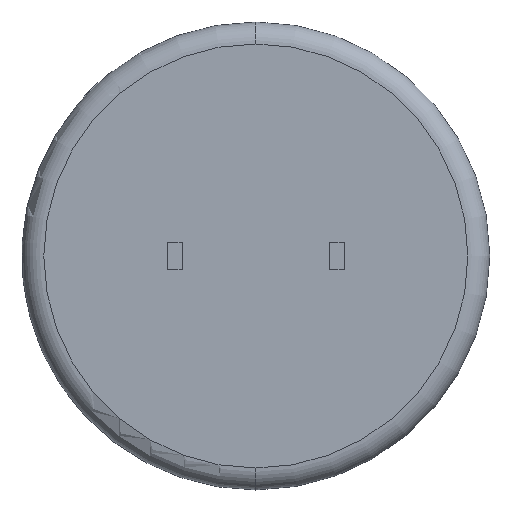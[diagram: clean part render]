
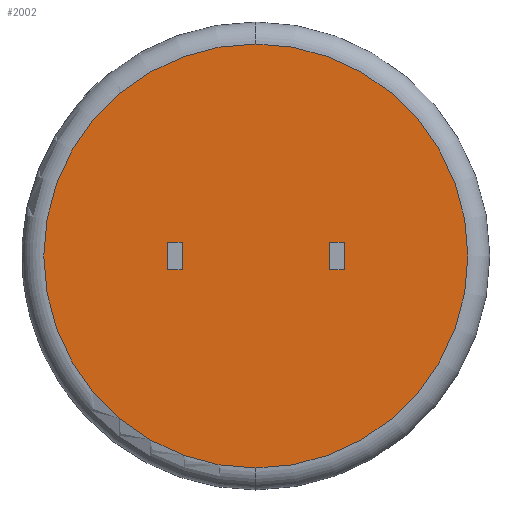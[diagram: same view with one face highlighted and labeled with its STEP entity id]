
A CAD part, front view. The second image highlights one B-rep face of the part: STEP entity #2002.
In plain terms, the highlighted planar face has unit normal (0, -1, 0).
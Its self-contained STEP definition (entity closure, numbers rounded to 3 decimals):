
#10 = CARTESIAN_POINT ( 'NONE',  ( -4.16, 0., 0. ) ) ;
#34 = EDGE_LOOP ( 'NONE', ( #2228, #1816 ) ) ;
#48 = VECTOR ( 'NONE', #1127, 1000. ) ;
#184 = DIRECTION ( 'NONE',  ( 0., 0., 1. ) ) ;
#219 = CIRCLE ( 'NONE', #2127, 9.968 ) ;
#241 = ORIENTED_EDGE ( 'NONE', *, *, #1827, .F. ) ;
#266 = VERTEX_POINT ( 'NONE', #2177 ) ;
#343 = VERTEX_POINT ( 'NONE', #1976 ) ;
#392 = EDGE_CURVE ( 'NONE', #266, #852, #2620, .T. ) ;
#404 = CARTESIAN_POINT ( 'NONE',  ( -4.16, 0., 0.65 ) ) ;
#446 = FACE_OUTER_BOUND ( 'NONE', #34, .T. ) ;
#522 = ORIENTED_EDGE ( 'NONE', *, *, #392, .F. ) ;
#567 = EDGE_CURVE ( 'NONE', #1152, #1973, #2405, .T. ) ;
#581 = FACE_BOUND ( 'NONE', #940, .T. ) ;
#602 = DIRECTION ( 'NONE',  ( 0., -1., 0. ) ) ;
#622 = PLANE ( 'NONE',  #1017 ) ;
#699 = EDGE_CURVE ( 'NONE', #343, #1819, #219, .T. ) ;
#704 = CARTESIAN_POINT ( 'NONE',  ( 4.16, 0., -0.65 ) ) ;
#796 = LINE ( 'NONE', #1329, #1122 ) ;
#812 = ORIENTED_EDGE ( 'NONE', *, *, #2360, .T. ) ;
#852 = VERTEX_POINT ( 'NONE', #2179 ) ;
#872 = CARTESIAN_POINT ( 'NONE',  ( -4.16, 0., 0.65 ) ) ;
#874 = VERTEX_POINT ( 'NONE', #704 ) ;
#889 = CARTESIAN_POINT ( 'NONE',  ( 3.46, 0., -0.65 ) ) ;
#940 = EDGE_LOOP ( 'NONE', ( #2675, #1470, #2532, #241 ) ) ;
#982 = DIRECTION ( 'NONE',  ( 1., 0., 0. ) ) ;
#1017 = AXIS2_PLACEMENT_3D ( 'NONE', #1256, #2319, #2093 ) ;
#1080 = CARTESIAN_POINT ( 'NONE',  ( 0., 0., 0. ) ) ;
#1118 = CARTESIAN_POINT ( 'NONE',  ( 0., 0., 9.968 ) ) ;
#1122 = VECTOR ( 'NONE', #1768, 1000. ) ;
#1123 = EDGE_CURVE ( 'NONE', #2001, #1841, #1839, .T. ) ;
#1127 = DIRECTION ( 'NONE',  ( 0., 0., 1. ) ) ;
#1135 = AXIS2_PLACEMENT_3D ( 'NONE', #1871, #602, #1233 ) ;
#1152 = VERTEX_POINT ( 'NONE', #1199 ) ;
#1168 = VECTOR ( 'NONE', #982, 1000. ) ;
#1199 = CARTESIAN_POINT ( 'NONE',  ( 3.46, 0., 0.65 ) ) ;
#1219 = DIRECTION ( 'NONE',  ( 0., 0., -1. ) ) ;
#1233 = DIRECTION ( 'NONE',  ( 0., 0., 1. ) ) ;
#1239 = CIRCLE ( 'NONE', #1135, 9.968 ) ;
#1244 = VECTOR ( 'NONE', #1219, 1000. ) ;
#1256 = CARTESIAN_POINT ( 'NONE',  ( 0., 0., 0. ) ) ;
#1300 = CARTESIAN_POINT ( 'NONE',  ( 4.16, 0., 0. ) ) ;
#1304 = EDGE_CURVE ( 'NONE', #1841, #852, #2486, .T. ) ;
#1329 = CARTESIAN_POINT ( 'NONE',  ( 3.46, 0., 0.65 ) ) ;
#1405 = VERTEX_POINT ( 'NONE', #2490 ) ;
#1410 = DIRECTION ( 'NONE',  ( 1., 0., 0. ) ) ;
#1470 = ORIENTED_EDGE ( 'NONE', *, *, #2751, .F. ) ;
#1506 = CARTESIAN_POINT ( 'NONE',  ( 3.46, 0., -0.65 ) ) ;
#1531 = VECTOR ( 'NONE', #2616, 1000. ) ;
#1537 = DIRECTION ( 'NONE',  ( 0., -1., 0. ) ) ;
#1558 = VECTOR ( 'NONE', #2173, 1000. ) ;
#1565 = DIRECTION ( 'NONE',  ( 0., 0., -1. ) ) ;
#1768 = DIRECTION ( 'NONE',  ( -1., 0., 0. ) ) ;
#1816 = ORIENTED_EDGE ( 'NONE', *, *, #699, .T. ) ;
#1819 = VERTEX_POINT ( 'NONE', #1118 ) ;
#1820 = CARTESIAN_POINT ( 'NONE',  ( -4.16, 0., -0.65 ) ) ;
#1827 = EDGE_CURVE ( 'NONE', #1973, #874, #2520, .T. ) ;
#1839 = LINE ( 'NONE', #872, #1168 ) ;
#1841 = VERTEX_POINT ( 'NONE', #2404 ) ;
#1867 = CARTESIAN_POINT ( 'NONE',  ( -3.46, 0., 0.65 ) ) ;
#1871 = CARTESIAN_POINT ( 'NONE',  ( 0., 0., 0. ) ) ;
#1895 = VECTOR ( 'NONE', #1565, 1000. ) ;
#1918 = ORIENTED_EDGE ( 'NONE', *, *, #1123, .T. ) ;
#1958 = CARTESIAN_POINT ( 'NONE',  ( 3.46, 0., -0.65 ) ) ;
#1970 = EDGE_LOOP ( 'NONE', ( #812, #1918, #2266, #522 ) ) ;
#1973 = VERTEX_POINT ( 'NONE', #1506 ) ;
#1976 = CARTESIAN_POINT ( 'NONE',  ( 0., 0., -9.968 ) ) ;
#1994 = VECTOR ( 'NONE', #1410, 1000. ) ;
#2001 = VERTEX_POINT ( 'NONE', #404 ) ;
#2002 = ADVANCED_FACE ( 'NONE', ( #446, #2621, #581 ), #622, .F. ) ;
#2093 = DIRECTION ( 'NONE',  ( 0., 0., 1. ) ) ;
#2127 = AXIS2_PLACEMENT_3D ( 'NONE', #1080, #1537, #184 ) ;
#2173 = DIRECTION ( 'NONE',  ( 0., 0., 1. ) ) ;
#2177 = CARTESIAN_POINT ( 'NONE',  ( -4.16, 0., -0.65 ) ) ;
#2179 = CARTESIAN_POINT ( 'NONE',  ( -3.46, 0., -0.65 ) ) ;
#2228 = ORIENTED_EDGE ( 'NONE', *, *, #2559, .T. ) ;
#2251 = LINE ( 'NONE', #10, #1558 ) ;
#2266 = ORIENTED_EDGE ( 'NONE', *, *, #1304, .T. ) ;
#2308 = EDGE_CURVE ( 'NONE', #874, #1405, #2726, .T. ) ;
#2319 = DIRECTION ( 'NONE',  ( 0., 1., 0. ) ) ;
#2360 = EDGE_CURVE ( 'NONE', #266, #2001, #2251, .T. ) ;
#2404 = CARTESIAN_POINT ( 'NONE',  ( -3.46, 0., 0.65 ) ) ;
#2405 = LINE ( 'NONE', #889, #1895 ) ;
#2486 = LINE ( 'NONE', #1867, #1244 ) ;
#2490 = CARTESIAN_POINT ( 'NONE',  ( 4.16, 0., 0.65 ) ) ;
#2520 = LINE ( 'NONE', #1958, #1531 ) ;
#2532 = ORIENTED_EDGE ( 'NONE', *, *, #2308, .F. ) ;
#2559 = EDGE_CURVE ( 'NONE', #1819, #343, #1239, .T. ) ;
#2616 = DIRECTION ( 'NONE',  ( 1., 0., 0. ) ) ;
#2620 = LINE ( 'NONE', #1820, #1994 ) ;
#2621 = FACE_BOUND ( 'NONE', #1970, .T. ) ;
#2675 = ORIENTED_EDGE ( 'NONE', *, *, #567, .F. ) ;
#2726 = LINE ( 'NONE', #1300, #48 ) ;
#2751 = EDGE_CURVE ( 'NONE', #1405, #1152, #796, .T. ) ;
